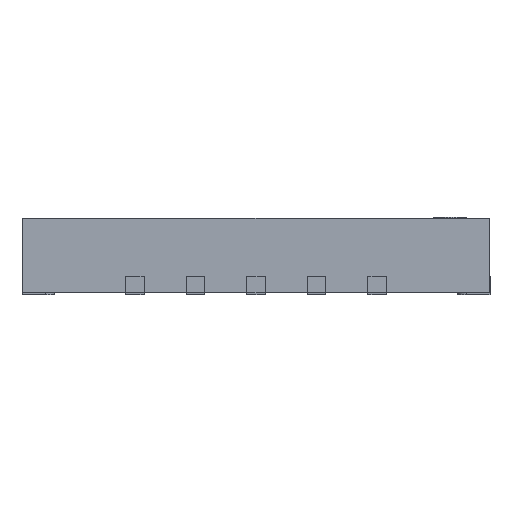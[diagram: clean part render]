
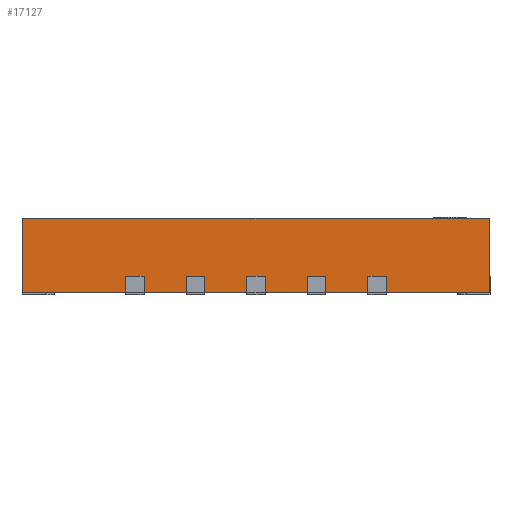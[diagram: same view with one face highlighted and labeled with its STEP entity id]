
A CAD part, left-side view. The second image highlights one B-rep face of the part: STEP entity #17127.
In plain terms, the highlighted planar face has unit normal (-1, 0, 0).
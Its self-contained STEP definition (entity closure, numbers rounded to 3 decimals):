
#824 = DIRECTION ( 'NONE',  ( 1., 0., 0. ) ) ;
#1345 = EDGE_CURVE ( 'NONE', #19013, #20105, #9485, .T. ) ;
#1875 = LINE ( 'NONE', #24497, #23706 ) ;
#1906 = CARTESIAN_POINT ( 'NONE',  ( -2.5, -2.5, 0.03 ) ) ;
#2861 = CARTESIAN_POINT ( 'NONE',  ( -2.5, 2.5, 0.03 ) ) ;
#4812 = VECTOR ( 'NONE', #13337, 1000. ) ;
#5592 = DIRECTION ( 'NONE',  ( 0., 0., -1. ) ) ;
#6698 = DIRECTION ( 'NONE',  ( 0., -1., 0. ) ) ;
#7497 = VECTOR ( 'NONE', #6698, 1000. ) ;
#7509 = AXIS2_PLACEMENT_3D ( 'NONE', #10212, #824, #11062 ) ;
#7646 = CARTESIAN_POINT ( 'NONE',  ( -2.5, 2.5, 0.83 ) ) ;
#7850 = EDGE_LOOP ( 'NONE', ( #13027, #10461, #19082, #8153 ) ) ;
#8153 = ORIENTED_EDGE ( 'NONE', *, *, #1345, .T. ) ;
#8246 = CARTESIAN_POINT ( 'NONE',  ( -2.5, 2.5, 0.83 ) ) ;
#9485 = LINE ( 'NONE', #7646, #4812 ) ;
#10212 = CARTESIAN_POINT ( 'NONE',  ( -2.5, 2.5, 0.83 ) ) ;
#10243 = EDGE_CURVE ( 'NONE', #15889, #21034, #1875, .T. ) ;
#10461 = ORIENTED_EDGE ( 'NONE', *, *, #10243, .F. ) ;
#11062 = DIRECTION ( 'NONE',  ( 0., 1., 0. ) ) ;
#11208 = CARTESIAN_POINT ( 'NONE',  ( -2.5, 2.5, 0.03 ) ) ;
#11485 = CARTESIAN_POINT ( 'NONE',  ( -2.5, 2.5, 0.83 ) ) ;
#12370 = EDGE_CURVE ( 'NONE', #19013, #15889, #21376, .T. ) ;
#13027 = ORIENTED_EDGE ( 'NONE', *, *, #15709, .T. ) ;
#13337 = DIRECTION ( 'NONE',  ( 0., 0., -1. ) ) ;
#13963 = PLANE ( 'NONE',  #7509 ) ;
#15709 = EDGE_CURVE ( 'NONE', #20105, #21034, #21933, .T. ) ;
#15889 = VERTEX_POINT ( 'NONE', #18224 ) ;
#17127 = ADVANCED_FACE ( 'NONE', ( #23079 ), #13963, .F. ) ;
#17277 = VECTOR ( 'NONE', #21493, 1000. ) ;
#18224 = CARTESIAN_POINT ( 'NONE',  ( -2.5, -2.5, 0.83 ) ) ;
#19013 = VERTEX_POINT ( 'NONE', #11485 ) ;
#19082 = ORIENTED_EDGE ( 'NONE', *, *, #12370, .F. ) ;
#20105 = VERTEX_POINT ( 'NONE', #11208 ) ;
#21034 = VERTEX_POINT ( 'NONE', #1906 ) ;
#21376 = LINE ( 'NONE', #8246, #17277 ) ;
#21493 = DIRECTION ( 'NONE',  ( 0., -1., 0. ) ) ;
#21933 = LINE ( 'NONE', #2861, #7497 ) ;
#23079 = FACE_OUTER_BOUND ( 'NONE', #7850, .T. ) ;
#23706 = VECTOR ( 'NONE', #5592, 1000. ) ;
#24497 = CARTESIAN_POINT ( 'NONE',  ( -2.5, -2.5, 0.83 ) ) ;
